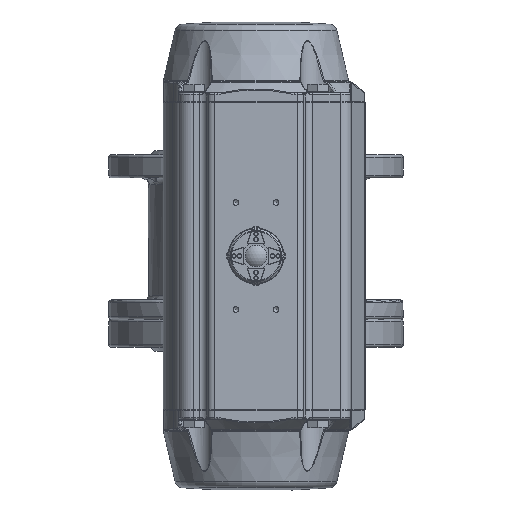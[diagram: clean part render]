
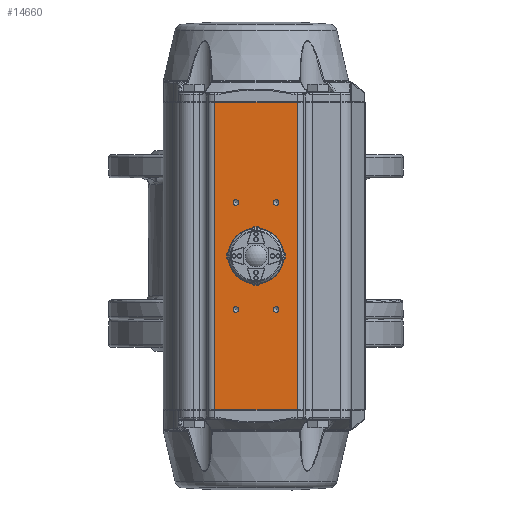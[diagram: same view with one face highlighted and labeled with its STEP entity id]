
A CAD part, front view. The second image highlights one B-rep face of the part: STEP entity #14660.
In plain terms, the highlighted face is planar.
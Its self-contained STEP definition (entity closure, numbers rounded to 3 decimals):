
#1404=CIRCLE('',#17074,19.);
#1405=CIRCLE('',#17075,2.1);
#1406=CIRCLE('',#17076,2.1);
#1407=CIRCLE('',#17077,2.1);
#1408=CIRCLE('',#17078,2.1);
#2857=ORIENTED_EDGE('',*,*,#7071,.F.);
#2858=ORIENTED_EDGE('',*,*,#7072,.F.);
#2859=ORIENTED_EDGE('',*,*,#7073,.F.);
#2860=ORIENTED_EDGE('',*,*,#7074,.F.);
#2861=ORIENTED_EDGE('',*,*,#7075,.F.);
#2862=ORIENTED_EDGE('',*,*,#6974,.F.);
#2863=ORIENTED_EDGE('',*,*,#6946,.T.);
#2864=ORIENTED_EDGE('',*,*,#6975,.T.);
#2865=ORIENTED_EDGE('',*,*,#6851,.T.);
#6851=EDGE_CURVE('',#9025,#9029,#10415,.T.);
#6946=EDGE_CURVE('',#9092,#9088,#10474,.T.);
#6974=EDGE_CURVE('',#9092,#9029,#10496,.T.);
#6975=EDGE_CURVE('',#9088,#9025,#10497,.T.);
#7071=EDGE_CURVE('',#9164,#9164,#1404,.T.);
#7072=EDGE_CURVE('',#9165,#9165,#1405,.T.);
#7073=EDGE_CURVE('',#9166,#9166,#1406,.T.);
#7074=EDGE_CURVE('',#9167,#9167,#1407,.T.);
#7075=EDGE_CURVE('',#9168,#9168,#1408,.T.);
#9025=VERTEX_POINT('',#23076);
#9029=VERTEX_POINT('',#23088);
#9088=VERTEX_POINT('',#23264);
#9092=VERTEX_POINT('',#23276);
#9164=VERTEX_POINT('',#23533);
#9165=VERTEX_POINT('',#23535);
#9166=VERTEX_POINT('',#23537);
#9167=VERTEX_POINT('',#23539);
#9168=VERTEX_POINT('',#23541);
#10415=LINE('',#23089,#11160);
#10474=LINE('',#23279,#11219);
#10496=LINE('',#23337,#11241);
#10497=LINE('',#23339,#11242);
#11160=VECTOR('',#18811,1000.);
#11219=VECTOR('',#19004,1000.);
#11241=VECTOR('',#19062,1000.);
#11242=VECTOR('',#19065,1000.);
#11984=EDGE_LOOP('',(#2857));
#11985=EDGE_LOOP('',(#2858));
#11986=EDGE_LOOP('',(#2859));
#11987=EDGE_LOOP('',(#2860));
#11988=EDGE_LOOP('',(#2861));
#11989=EDGE_LOOP('',(#2862,#2863,#2864,#2865));
#13191=FACE_BOUND('',#11984,.T.);
#13192=FACE_BOUND('',#11985,.T.);
#13193=FACE_BOUND('',#11986,.T.);
#13194=FACE_BOUND('',#11987,.T.);
#13195=FACE_BOUND('',#11988,.T.);
#13196=FACE_BOUND('',#11989,.T.);
#14350=PLANE('',#17073);
#14660=ADVANCED_FACE('',(#13191,#13192,#13193,#13194,#13195,#13196),#14350,
 .F.);
#17073=AXIS2_PLACEMENT_3D('',#23531,#19269,#19270);
#17074=AXIS2_PLACEMENT_3D('',#23532,#19271,#19272);
#17075=AXIS2_PLACEMENT_3D('',#23534,#19273,#19274);
#17076=AXIS2_PLACEMENT_3D('',#23536,#19275,#19276);
#17077=AXIS2_PLACEMENT_3D('',#23538,#19277,#19278);
#17078=AXIS2_PLACEMENT_3D('',#23540,#19279,#19280);
#18811=DIRECTION('',(-1.,0.,0.));
#19004=DIRECTION('',(1.,0.,0.));
#19062=DIRECTION('',(0.,0.,-1.));
#19065=DIRECTION('',(0.,0.,-1.));
#19269=DIRECTION('',(0.,-1.,0.));
#19270=DIRECTION('',(0.,0.,-1.));
#19271=DIRECTION('',(0.,1.,0.));
#19272=DIRECTION('',(0.,0.,-1.));
#19273=DIRECTION('',(0.,1.,0.));
#19274=DIRECTION('',(0.,0.,1.));
#19275=DIRECTION('',(0.,1.,0.));
#19276=DIRECTION('',(0.,0.,1.));
#19277=DIRECTION('',(0.,1.,0.));
#19278=DIRECTION('',(0.,0.,1.));
#19279=DIRECTION('',(0.,1.,0.));
#19280=DIRECTION('',(0.,0.,1.));
#23076=CARTESIAN_POINT('',(30.702,79.,-115.));
#23088=CARTESIAN_POINT('',(-30.702,79.,-115.));
#23089=CARTESIAN_POINT('',(-30.702,79.,-115.));
#23264=CARTESIAN_POINT('',(30.702,79.,115.));
#23276=CARTESIAN_POINT('',(-30.702,79.,115.));
#23279=CARTESIAN_POINT('',(30.702,79.,115.));
#23337=CARTESIAN_POINT('',(-30.702,79.,115.5));
#23339=CARTESIAN_POINT('',(30.702,79.,115.5));
#23531=CARTESIAN_POINT('',(-30.702,79.,115.5));
#23532=CARTESIAN_POINT('',(0.,79.,0.));
#23533=CARTESIAN_POINT('',(0.,79.,-19.));
#23534=CARTESIAN_POINT('',(-15.,79.,40.));
#23535=CARTESIAN_POINT('',(-15.,79.,42.1));
#23536=CARTESIAN_POINT('',(15.,79.,40.));
#23537=CARTESIAN_POINT('',(15.,79.,42.1));
#23538=CARTESIAN_POINT('',(15.,79.,-40.));
#23539=CARTESIAN_POINT('',(15.,79.,-37.9));
#23540=CARTESIAN_POINT('',(-15.,79.,-40.));
#23541=CARTESIAN_POINT('',(-15.,79.,-37.9));
